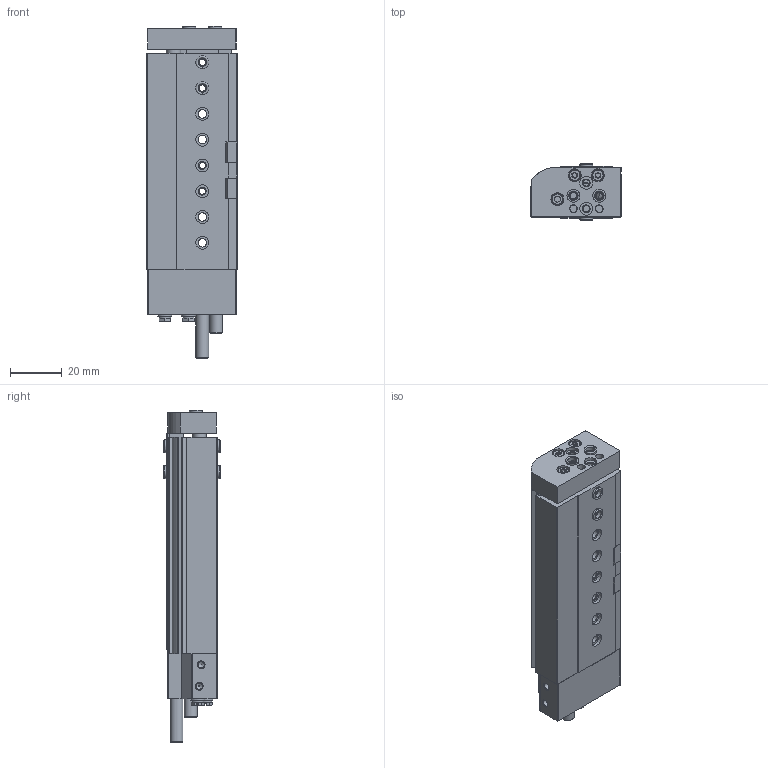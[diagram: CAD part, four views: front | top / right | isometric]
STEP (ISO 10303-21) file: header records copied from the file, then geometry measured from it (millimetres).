
FILE_DESCRIPTION(/* description */ ('STEP AP214'),/* implementation_level */ '2;1');
FILE_NAME(/* name */ '543919_DGSL-6-40-PA',/* time_stamp */ '2024-08-16T03:51:59+02:00',/* author */ ('License CC BY-ND 4.0'),/* organization */ ('CADENAS'),/* preprocessor_version */ 'ST-DEVELOPER v19.3',/* originating_system */ 'PARTsolutions',/* authorisation */ ' ');
FILE_SCHEMA (('AUTOMOTIVE_DESIGN {1 0 10303 214 3 1 1}'));
Length unit declared in the file: millimetre
Products named in the file (8): 543919 DGSL-6-40-PA---(0); DGSL-6---(40-0-0-10-zr); 699437 DGSL-6-P; 30979 B-M3-S9; 686783 DGSL-6-AS; 686799 DGSL-6-AS; DGSL-6---(40-0-JP); 8146543 ZBH-5-B
Assembly tree (14 placements, depth 2):
  543919 DGSL-6-40-PA---(0)
    DGSL-6---(40-0-0-10-zr)
    699437 DGSL-6-P  x2
    30979 B-M3-S9  x2
    686783 DGSL-6-AS
    686799 DGSL-6-AS
    DGSL-6---(40-0-JP)
    8146543 ZBH-5-B  x6
Bounding box: 35 x 22 x 128.8 mm (x, y, z)
Volume: 57724.4 mm3; surface area: 32131.9 mm2
Topology: 14 solids, 14 shells, 688 faces, 1689 edges, 1087 vertices
Faces by surface type: plane 351, cylinder 237, cone 77, torus 23
Full cylindrical faces by diameter (mm): 1.5 x2, 2.013 x1, 2.4 x2, 2.459 x18, 2.5 x2, 2.8 x2, 3 x8, 3.3 x4, 4 x2, 4.459 x2, 4.5 x10, 5 x26, 5.5 x4, 5.58 x2, 6 x2, 6.2 x4, 6.3 x4, 8 x2
Entity records: 17881 total; most frequent: CARTESIAN_POINT 3130, DIRECTION 3022, ORIENTED_EDGE 2656, EDGE_CURVE 1328, AXIS2_PLACEMENT_3D 1135, VERTEX_POINT 957, FACE_BOUND 875, EDGE_LOOP 868
